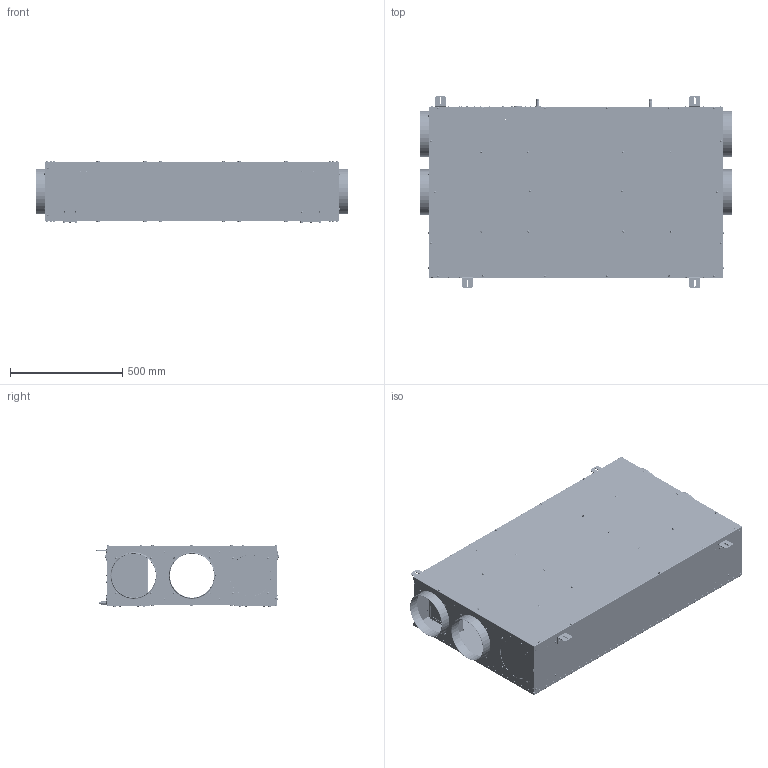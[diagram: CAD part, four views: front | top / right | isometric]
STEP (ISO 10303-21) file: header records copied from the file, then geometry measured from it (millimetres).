
FILE_DESCRIPTION(('CATIA V5 STEP Exchange','CAx-IF Rec.Pracs.--- Model Styling and Organization---1.4--- 2014-01-23','CAx-IF Rec.Pracs.---3D Tessellated Data Validation Properties---0.5---2014-09-14'),'2;1');
FILE_NAME('STEP_AIR111000_450_-_TST.stp','2021-05-07T14:00:50+00:00',('none'),('none'),'CATIA Version 5-6 Release 2019 SP3','CATIA V5 STEP AP242 v1','none');
FILE_SCHEMA(('AP242_MANAGED_MODEL_BASED_3D_ENGINEERING_MIM_LF {1 0 10303 442 1 1 4}'));
Products named in the file (1): AIR111000 450 - TST
Bounding box: 1395.24 x 860.2 x 278.01 mm (x, y, z)
Volume: 10138655 mm3; surface area: 7420102.4 mm2
Topology: 4 solids, 176 shells, 7519 faces, 18375 edges, 11515 vertices
Faces by surface type: plane 3310, cylinder 2691, torus 752, cone 664, sphere 98, bspline 4
Entity records: 212041 total; most frequent: CARTESIAN_POINT 51426, ORIENTED_EDGE 36474, DIRECTION 25940, EDGE_CURVE 18237, AXIS2_PLACEMENT_3D 12207, VERTEX_POINT 11515, VECTOR 8487, LINE 8487
